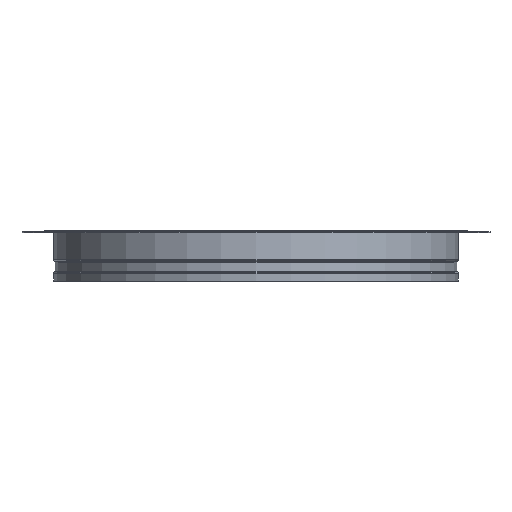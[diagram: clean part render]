
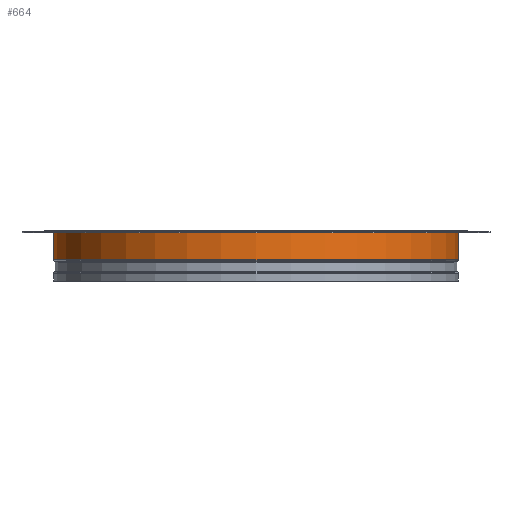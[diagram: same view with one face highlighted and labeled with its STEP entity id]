
A CAD part, left-side view. The second image highlights one B-rep face of the part: STEP entity #664.
In plain terms, the highlighted cylindrical face has radius 225 mm (diameter 450 mm), a partial arc.
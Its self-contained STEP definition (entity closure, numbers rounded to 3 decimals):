
#8 = DIRECTION ( 'NONE',  ( 0., 1., 0. ) ) ;
#102 = VECTOR ( 'NONE', #658, 1000. ) ;
#120 = DIRECTION ( 'NONE',  ( -1., 0., 0. ) ) ;
#257 = CIRCLE ( 'NONE', #1612, 225. ) ;
#310 = CARTESIAN_POINT ( 'NONE',  ( -225., -32.093, 0. ) ) ;
#323 = ORIENTED_EDGE ( 'NONE', *, *, #1219, .T. ) ;
#330 = AXIS2_PLACEMENT_3D ( 'NONE', #1801, #1762, #1607 ) ;
#373 = VECTOR ( 'NONE', #8, 1000. ) ;
#429 = ORIENTED_EDGE ( 'NONE', *, *, #1970, .F. ) ;
#514 = AXIS2_PLACEMENT_3D ( 'NONE', #1640, #792, #1649 ) ;
#546 = LINE ( 'NONE', #1508, #102 ) ;
#633 = CARTESIAN_POINT ( 'NONE',  ( 0., -32.093, 0. ) ) ;
#658 = DIRECTION ( 'NONE',  ( 0., 1., 0. ) ) ;
#664 = ADVANCED_FACE ( 'NONE', ( #1785 ), #1876, .T. ) ;
#719 = VERTEX_POINT ( 'NONE', #808 ) ;
#751 = ORIENTED_EDGE ( 'NONE', *, *, #944, .T. ) ;
#792 = DIRECTION ( 'NONE',  ( 0., 1., 0. ) ) ;
#808 = CARTESIAN_POINT ( 'NONE',  ( 225., -1.6, 0. ) ) ;
#860 = EDGE_CURVE ( 'NONE', #1765, #719, #1243, .T. ) ;
#873 = CARTESIAN_POINT ( 'NONE',  ( -225., 0., 0. ) ) ;
#944 = EDGE_CURVE ( 'NONE', #1915, #719, #546, .T. ) ;
#970 = DIRECTION ( 'NONE',  ( 0., 1., 0. ) ) ;
#1041 = ORIENTED_EDGE ( 'NONE', *, *, #860, .F. ) ;
#1219 = EDGE_CURVE ( 'NONE', #1268, #1915, #257, .T. ) ;
#1243 = CIRCLE ( 'NONE', #514, 225. ) ;
#1268 = VERTEX_POINT ( 'NONE', #310 ) ;
#1508 = CARTESIAN_POINT ( 'NONE',  ( 225., 0., 0. ) ) ;
#1583 = EDGE_LOOP ( 'NONE', ( #323, #751, #1041, #429 ) ) ;
#1607 = DIRECTION ( 'NONE',  ( -1., 0., 0. ) ) ;
#1612 = AXIS2_PLACEMENT_3D ( 'NONE', #633, #970, #120 ) ;
#1640 = CARTESIAN_POINT ( 'NONE',  ( 0., -1.6, 0. ) ) ;
#1649 = DIRECTION ( 'NONE',  ( -1., 0., 0. ) ) ;
#1712 = LINE ( 'NONE', #873, #373 ) ;
#1762 = DIRECTION ( 'NONE',  ( 0., 1., 0. ) ) ;
#1765 = VERTEX_POINT ( 'NONE', #1865 ) ;
#1785 = FACE_OUTER_BOUND ( 'NONE', #1583, .T. ) ;
#1801 = CARTESIAN_POINT ( 'NONE',  ( 0., 0., 0. ) ) ;
#1865 = CARTESIAN_POINT ( 'NONE',  ( -225., -1.6, 0. ) ) ;
#1876 = CYLINDRICAL_SURFACE ( 'NONE', #330, 225. ) ;
#1915 = VERTEX_POINT ( 'NONE', #2088 ) ;
#1970 = EDGE_CURVE ( 'NONE', #1268, #1765, #1712, .T. ) ;
#2088 = CARTESIAN_POINT ( 'NONE',  ( 225., -32.093, 0. ) ) ;
